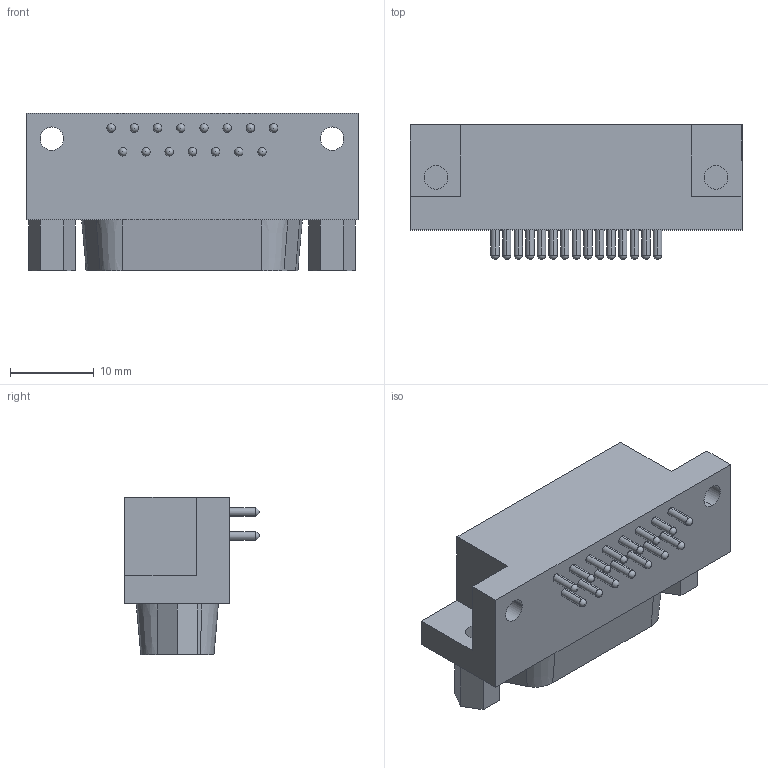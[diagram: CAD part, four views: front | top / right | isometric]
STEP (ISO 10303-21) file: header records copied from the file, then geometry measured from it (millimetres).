
FILE_DESCRIPTION (( 'STEP AP214' ), '1' );
FILE_NAME ('E9F4230C-6391-4F39-AEF3-0385213D87EB.STEP', '2008-07-04T10:47:26', ( 'Solidworks' ), ( 'Solidworks' ), 'SwSTEP 2.0', 'SolidWorks 2008', '' );
FILE_SCHEMA (( 'AUTOMOTIVE_DESIGN' ));
Length unit declared in the file: millimetre
Products named in the file (1): E9F4230C-6391-4F39-AEF3-0385213D87EB
Bounding box: 39.62 x 16.05 x 18.8 mm (x, y, z)
Volume: 5791.4 mm3; surface area: 3934.4 mm2
Topology: 1 solids, 1 shells, 221 faces, 585 edges, 375 vertices
Faces by surface type: cylinder 107, plane 60, sphere 45, cone 9
Entity records: 7443 total; most frequent: DIRECTION 1186, CARTESIAN_POINT 1017, ORIENTED_EDGE 960, AXIS2_PLACEMENT_3D 484, EDGE_CURVE 480, VERTEX_POINT 315, EDGE_LOOP 279, CIRCLE 262
